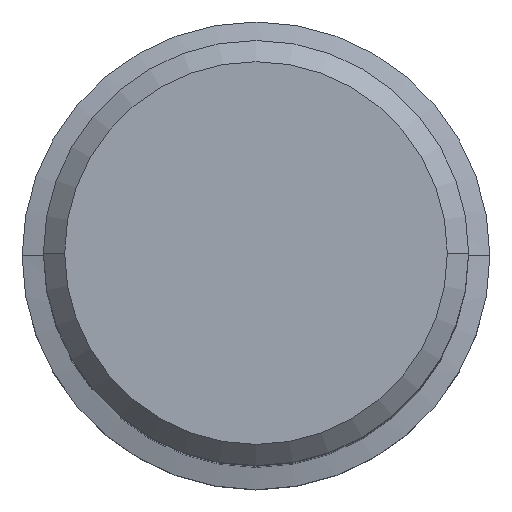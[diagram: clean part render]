
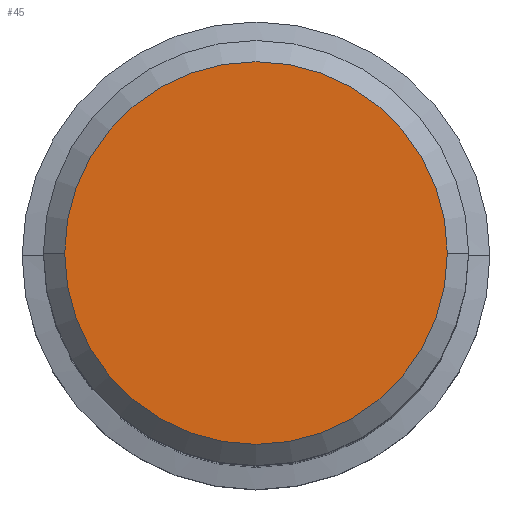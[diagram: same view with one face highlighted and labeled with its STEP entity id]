
A CAD part, top view. The second image highlights one B-rep face of the part: STEP entity #45.
In plain terms, the highlighted planar face has unit normal (0, 0, 1).
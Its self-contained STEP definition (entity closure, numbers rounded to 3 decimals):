
#4 = CARTESIAN_POINT ( 'NONE',  ( 4.5, 0., 0. ) ) ;
#5 = CIRCLE ( 'NONE', #217, 4.5 ) ;
#28 = EDGE_CURVE ( 'NONE', #311, #680, #5, .T. ) ;
#45 = ADVANCED_FACE ( 'NONE', ( #618 ), #836, .T. ) ;
#108 = CARTESIAN_POINT ( 'NONE',  ( -4.5, 0., 0. ) ) ;
#186 = DIRECTION ( 'NONE',  ( 1., 0., 0. ) ) ;
#217 = AXIS2_PLACEMENT_3D ( 'NONE', #783, #343, #792 ) ;
#275 = AXIS2_PLACEMENT_3D ( 'NONE', #381, #895, #186 ) ;
#311 = VERTEX_POINT ( 'NONE', #108 ) ;
#322 = ORIENTED_EDGE ( 'NONE', *, *, #28, .T. ) ;
#343 = DIRECTION ( 'NONE',  ( 0., 0., 1. ) ) ;
#370 = EDGE_LOOP ( 'NONE', ( #322, #563 ) ) ;
#375 = EDGE_CURVE ( 'NONE', #680, #311, #766, .T. ) ;
#381 = CARTESIAN_POINT ( 'NONE',  ( 0., 0., 0. ) ) ;
#482 = CARTESIAN_POINT ( 'NONE',  ( 0., 0., 0. ) ) ;
#491 = DIRECTION ( 'NONE',  ( 0., 0., 1. ) ) ;
#492 = AXIS2_PLACEMENT_3D ( 'NONE', #482, #491, #498 ) ;
#498 = DIRECTION ( 'NONE',  ( 1., 0., 0. ) ) ;
#563 = ORIENTED_EDGE ( 'NONE', *, *, #375, .T. ) ;
#618 = FACE_OUTER_BOUND ( 'NONE', #370, .T. ) ;
#680 = VERTEX_POINT ( 'NONE', #4 ) ;
#766 = CIRCLE ( 'NONE', #275, 4.5 ) ;
#783 = CARTESIAN_POINT ( 'NONE',  ( 0., 0., 0. ) ) ;
#792 = DIRECTION ( 'NONE',  ( 1., 0., 0. ) ) ;
#836 = PLANE ( 'NONE',  #492 ) ;
#895 = DIRECTION ( 'NONE',  ( 0., 0., 1. ) ) ;
